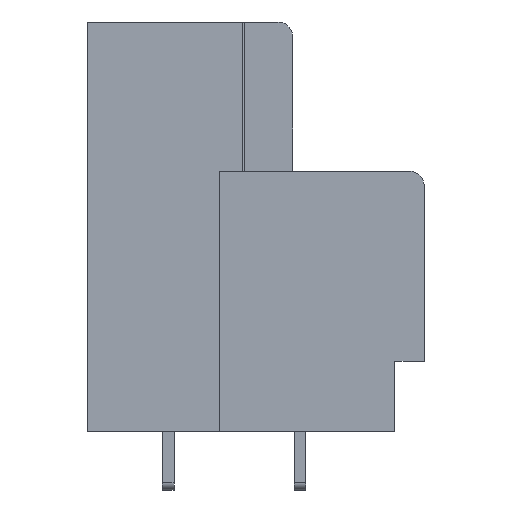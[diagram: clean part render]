
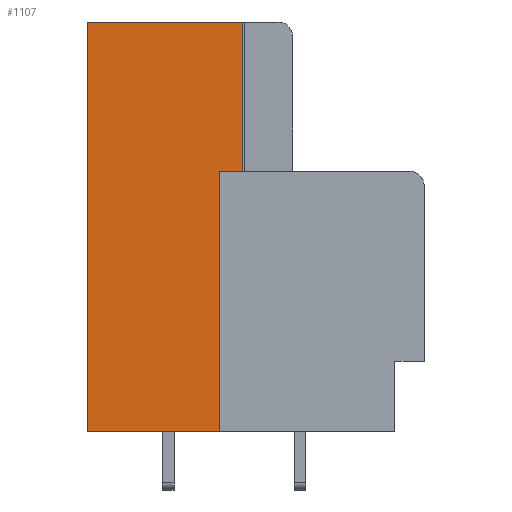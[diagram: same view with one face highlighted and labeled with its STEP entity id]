
A CAD part, left-side view. The second image highlights one B-rep face of the part: STEP entity #1107.
In plain terms, the highlighted planar face has unit normal (-1, 0, 0).
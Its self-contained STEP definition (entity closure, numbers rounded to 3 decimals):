
#1107 = ADVANCED_FACE( '', ( #4046 ), #4047, .T. );
#4046 = FACE_OUTER_BOUND( '', #9526, .T. );
#4047 = PLANE( '', #9527 );
#9526 = EDGE_LOOP( '', ( #21769, #21770, #21771, #21772, #21773, #21774 ) );
#9527 = AXIS2_PLACEMENT_3D( '', #21775, #21776, #21777 );
#21769 = ORIENTED_EDGE( '', *, *, #30513, .F. );
#21770 = ORIENTED_EDGE( '', *, *, #30232, .F. );
#21771 = ORIENTED_EDGE( '', *, *, #31851, .F. );
#21772 = ORIENTED_EDGE( '', *, *, #31852, .F. );
#21773 = ORIENTED_EDGE( '', *, *, #31853, .T. );
#21774 = ORIENTED_EDGE( '', *, *, #31797, .T. );
#21775 = CARTESIAN_POINT( '', ( -33., -7.5, 8.4 ) );
#21776 = DIRECTION( '', ( -1., 0., 0. ) );
#21777 = DIRECTION( '', ( 0., 0., 1. ) );
#30232 = EDGE_CURVE( '', #37776, #37778, #37779, .T. );
#30513 = EDGE_CURVE( '', #37778, #38236, #38237, .T. );
#31797 = EDGE_CURVE( '', #40257, #38236, #40258, .T. );
#31851 = EDGE_CURVE( '', #40344, #37776, #40345, .T. );
#31852 = EDGE_CURVE( '', #40346, #40344, #40347, .T. );
#31853 = EDGE_CURVE( '', #40346, #40257, #40348, .T. );
#37776 = VERTEX_POINT( '', #51010 );
#37778 = VERTEX_POINT( '', #51013 );
#37779 = LINE( '', #51014, #51015 );
#38236 = VERTEX_POINT( '', #51742 );
#38237 = LINE( '', #51743, #51744 );
#40257 = VERTEX_POINT( '', #55148 );
#40258 = LINE( '', #55149, #55150 );
#40344 = VERTEX_POINT( '', #55282 );
#40345 = LINE( '', #55283, #55284 );
#40346 = VERTEX_POINT( '', #55285 );
#40347 = LINE( '', #55286, #55287 );
#40348 = LINE( '', #55288, #55289 );
#51010 = CARTESIAN_POINT( '', ( -33., 14.5, 19.6 ) );
#51013 = CARTESIAN_POINT( '', ( -33., 3.9, 19.6 ) );
#51014 = CARTESIAN_POINT( '', ( -33., 1.5, 19.6 ) );
#51015 = VECTOR( '', #60742, 1000. );
#51742 = CARTESIAN_POINT( '', ( -33., 3.9, 9.4 ) );
#51743 = CARTESIAN_POINT( '', ( -33., 3.9, 76.943 ) );
#51744 = VECTOR( '', #61073, 1000. );
#55148 = CARTESIAN_POINT( '', ( -33., 5.5, 9.4 ) );
#55149 = CARTESIAN_POINT( '', ( -33., -7.5, 9.4 ) );
#55150 = VECTOR( '', #62491, 1000. );
#55282 = CARTESIAN_POINT( '', ( -33., 14.5, -8.4 ) );
#55283 = CARTESIAN_POINT( '', ( -33., 14.5, 19.6 ) );
#55284 = VECTOR( '', #62559, 1000. );
#55285 = CARTESIAN_POINT( '', ( -33., 5.5, -8.4 ) );
#55286 = CARTESIAN_POINT( '', ( -33., 14.5, -8.4 ) );
#55287 = VECTOR( '', #62560, 1000. );
#55288 = CARTESIAN_POINT( '', ( -33., 5.5, 9.4 ) );
#55289 = VECTOR( '', #62561, 1000. );
#60742 = DIRECTION( '', ( 0., -1., 0. ) );
#61073 = DIRECTION( '', ( 0., 0., -1. ) );
#62491 = DIRECTION( '', ( 0., -1., 0. ) );
#62559 = DIRECTION( '', ( 0., 0., 1. ) );
#62560 = DIRECTION( '', ( 0., 1., 0. ) );
#62561 = DIRECTION( '', ( 0., 0., 1. ) );
